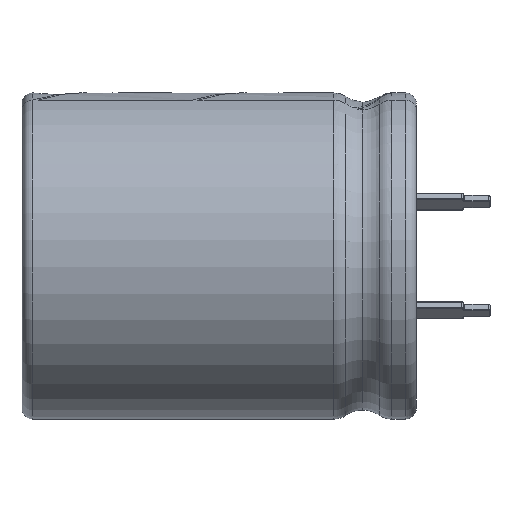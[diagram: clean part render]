
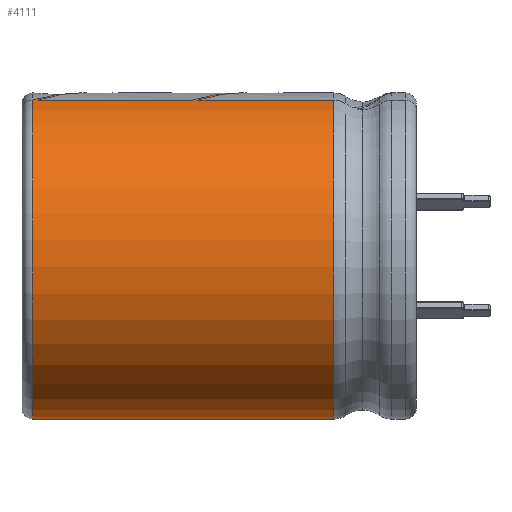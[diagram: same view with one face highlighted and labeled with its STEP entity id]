
A CAD part, left-side view. The second image highlights one B-rep face of the part: STEP entity #4111.
In plain terms, the highlighted cylindrical face has radius 15.24 mm (diameter 30.48 mm), a partial arc.
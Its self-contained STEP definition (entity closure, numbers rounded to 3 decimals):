
#29 = DIRECTION ( 'NONE',  ( 0., -1., 0. ) ) ;
#48 = CARTESIAN_POINT ( 'NONE',  ( 4.5, 35.83, -14.56 ) ) ;
#175 = ORIENTED_EDGE ( 'NONE', *, *, #2187, .F. ) ;
#181 = CARTESIAN_POINT ( 'NONE',  ( 1.528, 32.858, -15.24 ) ) ;
#198 = VERTEX_POINT ( 'NONE', #5005 ) ;
#221 = EDGE_CURVE ( 'NONE', #2539, #7513, #415, .T. ) ;
#415 =( BOUNDED_CURVE ( )  B_SPLINE_CURVE ( 3, ( #1561, #4082, #5590, #2108 ),
 .UNSPECIFIED., .F., .T. ) 
 B_SPLINE_CURVE_WITH_KNOTS ( ( 4, 4 ),
 ( 4.712, 5.012 ),
 .UNSPECIFIED. ) 
 CURVE ( )  GEOMETRIC_REPRESENTATION_ITEM ( )  RATIONAL_B_SPLINE_CURVE ( ( 1., 0.993, 0.993, 1. ) ) 
 REPRESENTATION_ITEM ( '' )  );
#424 =( BOUNDED_CURVE ( )  B_SPLINE_CURVE ( 3, ( #3150, #4932, #2009, #6097 ),
 .UNSPECIFIED., .F., .F. ) 
 B_SPLINE_CURVE_WITH_KNOTS ( ( 4, 4 ),
 ( 4.712, 5.012 ),
 .UNSPECIFIED. ) 
 CURVE ( )  GEOMETRIC_REPRESENTATION_ITEM ( )  RATIONAL_B_SPLINE_CURVE ( ( 1., 0.993, 0.993, 1. ) ) 
 REPRESENTATION_ITEM ( '' )  );
#523 = DIRECTION ( 'NONE',  ( 0., 1., 0. ) ) ;
#555 = CARTESIAN_POINT ( 'NONE',  ( 0., 36.83, -15.24 ) ) ;
#603 = DIRECTION ( 'NONE',  ( 0., 1., 0. ) ) ;
#617 = CARTESIAN_POINT ( 'NONE',  ( 4.5, 36.83, -14.56 ) ) ;
#622 =( BOUNDED_CURVE ( )  B_SPLINE_CURVE ( 3, ( #6572, #6020, #181, #758 ),
 .UNSPECIFIED., .F., .F. ) 
 B_SPLINE_CURVE_WITH_KNOTS ( ( 4, 4 ),
 ( 1.271, 1.571 ),
 .UNSPECIFIED. ) 
 CURVE ( )  GEOMETRIC_REPRESENTATION_ITEM ( )  RATIONAL_B_SPLINE_CURVE ( ( 1., 0.993, 0.993, 1. ) ) 
 REPRESENTATION_ITEM ( '' )  );
#631 = DIRECTION ( 'NONE',  ( 0., 0., 1. ) ) ;
#646 = VECTOR ( 'NONE', #6867, 1000. ) ;
#758 = CARTESIAN_POINT ( 'NONE',  ( 0., 31.33, -15.24 ) ) ;
#853 = CARTESIAN_POINT ( 'NONE',  ( 0., 30.83, -15.24 ) ) ;
#1092 = VERTEX_POINT ( 'NONE', #6812 ) ;
#1140 = DIRECTION ( 'NONE',  ( 0., 1., 0. ) ) ;
#1146 = AXIS2_PLACEMENT_3D ( 'NONE', #2658, #6744, #3248 ) ;
#1151 = DIRECTION ( 'NONE',  ( 0., 1., 0. ) ) ;
#1156 = LINE ( 'NONE', #617, #3524 ) ;
#1194 = ORIENTED_EDGE ( 'NONE', *, *, #1633, .T. ) ;
#1561 = CARTESIAN_POINT ( 'NONE',  ( 0., 30.83, -15.24 ) ) ;
#1565 = ORIENTED_EDGE ( 'NONE', *, *, #3646, .F. ) ;
#1614 = EDGE_CURVE ( 'NONE', #3644, #1092, #6743, .T. ) ;
#1633 = EDGE_CURVE ( 'NONE', #4731, #6765, #6356, .T. ) ;
#1690 = VECTOR ( 'NONE', #1151, 1000. ) ;
#1709 = CARTESIAN_POINT ( 'NONE',  ( 4.5, 35.33, -14.56 ) ) ;
#1966 = CARTESIAN_POINT ( 'NONE',  ( 4.5, 20.92, -14.56 ) ) ;
#1979 = CARTESIAN_POINT ( 'NONE',  ( 4.5, 20.92, -14.56 ) ) ;
#1980 = CARTESIAN_POINT ( 'NONE',  ( 0., 16.42, -15.24 ) ) ;
#2009 = CARTESIAN_POINT ( 'NONE',  ( 3.04, 18.932, -15.012 ) ) ;
#2086 = EDGE_CURVE ( 'NONE', #3644, #6291, #7164, .T. ) ;
#2108 = CARTESIAN_POINT ( 'NONE',  ( 4.5, 35.33, -14.56 ) ) ;
#2112 = ORIENTED_EDGE ( 'NONE', *, *, #6491, .F. ) ;
#2187 = EDGE_CURVE ( 'NONE', #6291, #5483, #6663, .T. ) ;
#2234 = FACE_OUTER_BOUND ( 'NONE', #7515, .T. ) ;
#2465 = VERTEX_POINT ( 'NONE', #1966 ) ;
#2494 = VECTOR ( 'NONE', #6560, 1000. ) ;
#2496 = CARTESIAN_POINT ( 'NONE',  ( 0., 36.83, 15.24 ) ) ;
#2510 = CARTESIAN_POINT ( 'NONE',  ( 0., 7.713, 15.24 ) ) ;
#2539 = VERTEX_POINT ( 'NONE', #853 ) ;
#2658 = CARTESIAN_POINT ( 'NONE',  ( 0., 35.83, 0. ) ) ;
#2785 = ORIENTED_EDGE ( 'NONE', *, *, #221, .F. ) ;
#2936 = CARTESIAN_POINT ( 'NONE',  ( 0., 36.83, 0. ) ) ;
#3150 = CARTESIAN_POINT ( 'NONE',  ( 0., 15.893, -15.24 ) ) ;
#3238 = VECTOR ( 'NONE', #1140, 1000. ) ;
#3248 = DIRECTION ( 'NONE',  ( 0., 0., 1. ) ) ;
#3524 = VECTOR ( 'NONE', #29, 1000. ) ;
#3644 = VERTEX_POINT ( 'NONE', #2510 ) ;
#3646 = EDGE_CURVE ( 'NONE', #5483, #4826, #622, .T. ) ;
#3659 = ORIENTED_EDGE ( 'NONE', *, *, #2086, .F. ) ;
#3746 = CARTESIAN_POINT ( 'NONE',  ( 0., 16.42, -15.24 ) ) ;
#4038 = ORIENTED_EDGE ( 'NONE', *, *, #6923, .F. ) ;
#4040 = CARTESIAN_POINT ( 'NONE',  ( 0., 7.713, 0. ) ) ;
#4082 = CARTESIAN_POINT ( 'NONE',  ( 1.528, 32.358, -15.24 ) ) ;
#4111 = ADVANCED_FACE ( 'NONE', ( #2234 ), #6170, .T. ) ;
#4363 = ORIENTED_EDGE ( 'NONE', *, *, #1614, .T. ) ;
#4545 = CARTESIAN_POINT ( 'NONE',  ( 0., 35.83, 15.24 ) ) ;
#4619 = DIRECTION ( 'NONE',  ( 0., 0., 1. ) ) ;
#4644 = CARTESIAN_POINT ( 'NONE',  ( 0., 36.83, -15.24 ) ) ;
#4646 = ORIENTED_EDGE ( 'NONE', *, *, #6911, .F. ) ;
#4731 = VERTEX_POINT ( 'NONE', #6124 ) ;
#4826 = VERTEX_POINT ( 'NONE', #7355 ) ;
#4880 = CARTESIAN_POINT ( 'NONE',  ( 3.04, 19.46, -15.012 ) ) ;
#4902 =( BOUNDED_CURVE ( )  B_SPLINE_CURVE ( 3, ( #1979, #4880, #7249, #3746 ),
 .UNSPECIFIED., .F., .F. ) 
 B_SPLINE_CURVE_WITH_KNOTS ( ( 4, 4 ),
 ( 1.271, 1.571 ),
 .UNSPECIFIED. ) 
 CURVE ( )  GEOMETRIC_REPRESENTATION_ITEM ( )  RATIONAL_B_SPLINE_CURVE ( ( 1., 0.993, 0.993, 1. ) ) 
 REPRESENTATION_ITEM ( '' )  );
#4932 = CARTESIAN_POINT ( 'NONE',  ( 1.528, 17.421, -15.24 ) ) ;
#5005 = CARTESIAN_POINT ( 'NONE',  ( 4.5, 20.393, -14.56 ) ) ;
#5048 = ORIENTED_EDGE ( 'NONE', *, *, #7551, .T. ) ;
#5102 = EDGE_CURVE ( 'NONE', #7513, #2465, #5155, .T. ) ;
#5155 = LINE ( 'NONE', #6328, #646 ) ;
#5483 = VERTEX_POINT ( 'NONE', #48 ) ;
#5516 = AXIS2_PLACEMENT_3D ( 'NONE', #2936, #603, #631 ) ;
#5590 = CARTESIAN_POINT ( 'NONE',  ( 3.04, 33.87, -15.012 ) ) ;
#6020 = CARTESIAN_POINT ( 'NONE',  ( 3.04, 34.37, -15.012 ) ) ;
#6027 = ORIENTED_EDGE ( 'NONE', *, *, #5102, .F. ) ;
#6094 = AXIS2_PLACEMENT_3D ( 'NONE', #4040, #523, #4619 ) ;
#6097 = CARTESIAN_POINT ( 'NONE',  ( 4.5, 20.393, -14.56 ) ) ;
#6124 = CARTESIAN_POINT ( 'NONE',  ( 0., 15.893, -15.24 ) ) ;
#6170 = CYLINDRICAL_SURFACE ( 'NONE', #5516, 15.24 ) ;
#6291 = VERTEX_POINT ( 'NONE', #4545 ) ;
#6328 = CARTESIAN_POINT ( 'NONE',  ( 4.5, 36.83, -14.56 ) ) ;
#6338 = LINE ( 'NONE', #555, #1690 ) ;
#6356 = LINE ( 'NONE', #4644, #3238 ) ;
#6491 = EDGE_CURVE ( 'NONE', #198, #1092, #1156, .T. ) ;
#6560 = DIRECTION ( 'NONE',  ( 0., 1., 0. ) ) ;
#6572 = CARTESIAN_POINT ( 'NONE',  ( 4.5, 35.83, -14.56 ) ) ;
#6663 = CIRCLE ( 'NONE', #1146, 15.24 ) ;
#6743 = CIRCLE ( 'NONE', #6094, 15.24 ) ;
#6744 = DIRECTION ( 'NONE',  ( 0., 1., 0. ) ) ;
#6765 = VERTEX_POINT ( 'NONE', #1980 ) ;
#6812 = CARTESIAN_POINT ( 'NONE',  ( 4.5, 7.713, -14.56 ) ) ;
#6867 = DIRECTION ( 'NONE',  ( 0., -1., 0. ) ) ;
#6911 = EDGE_CURVE ( 'NONE', #2465, #6765, #4902, .T. ) ;
#6923 = EDGE_CURVE ( 'NONE', #4731, #198, #424, .T. ) ;
#7164 = LINE ( 'NONE', #2496, #2494 ) ;
#7249 = CARTESIAN_POINT ( 'NONE',  ( 1.528, 17.948, -15.24 ) ) ;
#7355 = CARTESIAN_POINT ( 'NONE',  ( 0., 31.33, -15.24 ) ) ;
#7513 = VERTEX_POINT ( 'NONE', #1709 ) ;
#7515 = EDGE_LOOP ( 'NONE', ( #4038, #1194, #4646, #6027, #2785, #5048, #1565, #175, #3659, #4363, #2112 ) ) ;
#7551 = EDGE_CURVE ( 'NONE', #2539, #4826, #6338, .T. ) ;
